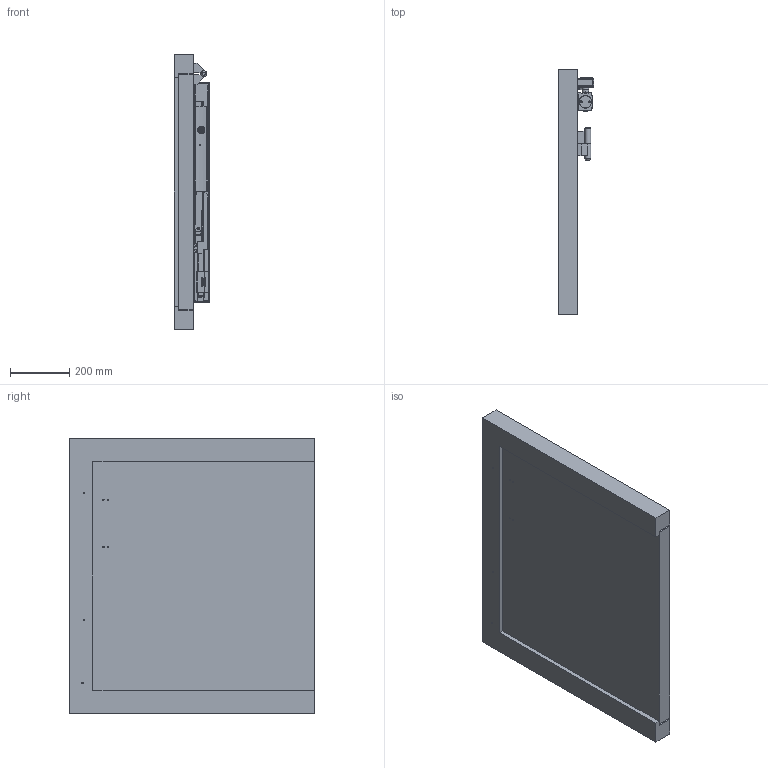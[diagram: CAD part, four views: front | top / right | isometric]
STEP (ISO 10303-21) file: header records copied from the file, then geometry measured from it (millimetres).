
FILE_DESCRIPTION(('CoCreate Modeling STEP Export'),'2;1');
FILE_NAME('TS5000-R-20540-K-003_M_Montageplatte.stp','2011-04-26T15:23:35',(''),(''),'CoCreate Modeling STEP processor for AP214 (Solid Model)','CoCreate Modeling 17.0B 09-Oct-2010 (C) Parametric Technology GmbH','');
FILE_SCHEMA(('AUTOMOTIVE_DESIGN { 1 0 10303 214 1 1 1 1 }'));
Length unit declared in the file: millimetre
Products named in the file (24): Rahmen; Band; Türblatt; Band.1; Holztür_Schliesser_TS5000_1flg; 20525-2-0211; ABC-Spax_5x55.2; Spannscheibe_DIN_6796-5-FST.1; Scheibe_DIN_9021_-_5.3_-_.1; 20540-1-0148_Schraubenzubehoer_R-Gleitschiene_u_BG; Schraube_DIN912_M6x45_Tuflok_Mat_057153.1; 20540-2-0312; 20540-2-0298.1.1; 20540-6-0919; 20540-2-0311; 20540-6-0920.1; 20540-6-0921.1; 20520-2-2170.1; 20510-2-2036_EZ1.1; TS5000; 20540-0_R-Gleitschiene.1; 91420A330.2; MONTAGEPLATTE_TS4000_TS5000; TS5000R-20540-K-003
Assembly tree (29 placements, depth 4):
  TS5000R-20540-K-003
    MONTAGEPLATTE_TS4000_TS5000
    91420A330.2  x4
    20540-0_R-Gleitschiene.1
      TS5000
        20510-2-2036_EZ1.1
        20520-2-2170.1
      20540-6-0921.1
      20540-6-0920.1
      20540-2-0311
      20540-6-0919
      20540-2-0298.1.1
      20540-2-0312
      Schraube_DIN912_M6x45_Tuflok_Mat_057153.1
      20540-1-0148_Schraubenzubehoer_R-Gleitschiene_u_BG
        Spannscheibe_DIN_6796-5-FST.1  x2
        ABC-Spax_5x55.2  x3
        Scheibe_DIN_9021_-_5.3_-_.1
      20525-2-0211
    Holztür_Schliesser_TS5000_1flg
      Band.1
      Türblatt
      Band
      Rahmen
Bounding box: 121.47 x 830 x 928 mm (x, y, z)
Volume: 42273173.8 mm3; surface area: 2653960.7 mm2
Topology: 25 solids, 39 shells, 4448 faces, 12006 edges, 7732 vertices
Faces by surface type: plane 2465, cylinder 1103, cone 573, extrusion 174, torus 77, bspline 36, sphere 20
Entity records: 137589 total; most frequent: CARTESIAN_POINT 45713, ORIENTED_EDGE 20018, DIRECTION 16909, EDGE_CURVE 10009, VECTOR 7541, LINE 7367, VERTEX_POINT 6535, AXIS2_PLACEMENT_3D 4684
